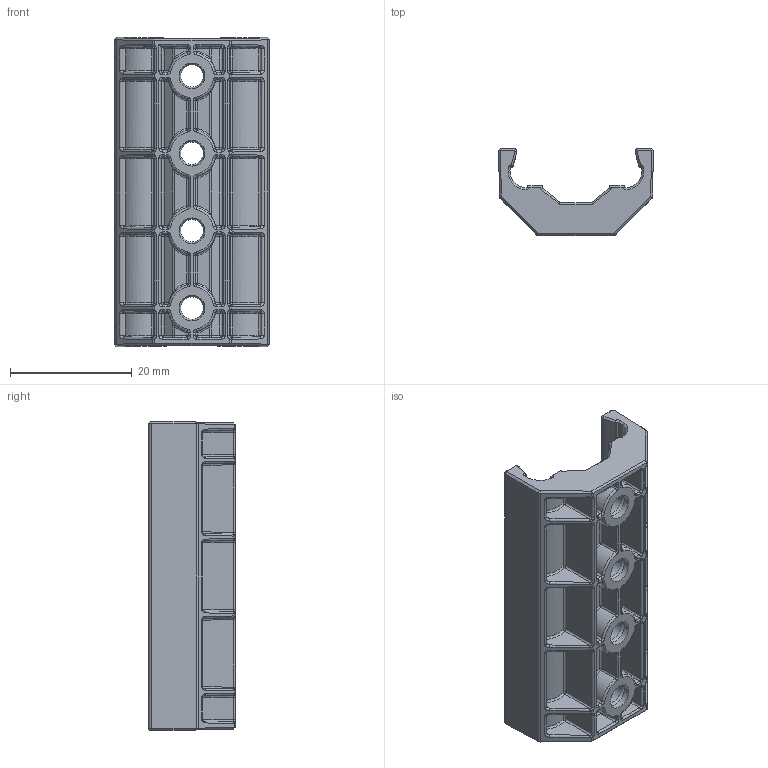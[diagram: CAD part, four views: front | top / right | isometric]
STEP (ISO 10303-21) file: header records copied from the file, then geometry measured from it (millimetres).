
FILE_DESCRIPTION(/* description */ ('STEP AP203'),/* implementation_level */ '2;1');
FILE_NAME(/* name */ 'Linear Slide (NEW) Truck Outeript.ipt.step',/* time_stamp */ '2020-04-16T23:03:45-04:00',/* author */ (''),/* organization */ (''),/* preprocessor_version */ 'ST-DEVELOPER v17',/* originating_system */ 'Autodesk Inventor 2019',/* authorisation */ '');
FILE_SCHEMA (('AUTOMOTIVE_DESIGN { 1 0 10303 214 3 1 1 }'));
Length unit declared in the file: inch
Products named in the file (1): Linear Slide (NEW) Truck Outeript
Bounding box: 25.38 x 14.23 x 50.79 mm (x, y, z)
Volume: 5342.4 mm3; surface area: 6765.2 mm2
Topology: 1 solids, 1 shells, 838 faces, 1941 edges, 1085 vertices
Faces by surface type: cylinder 295, bspline 267, plane 145, sphere 95, torus 32, cone 4
Full cylindrical faces by diameter (mm): 3.7 x4, 4.2 x4
Entity records: 36202 total; most frequent: CARTESIAN_POINT 18774, ORIENTED_EDGE 3822, DIRECTION 3457, EDGE_CURVE 1911, AXIS2_PLACEMENT_3D 1405, VERTEX_POINT 1085, EDGE_LOOP 856, FACE_OUTER_BOUND 838
